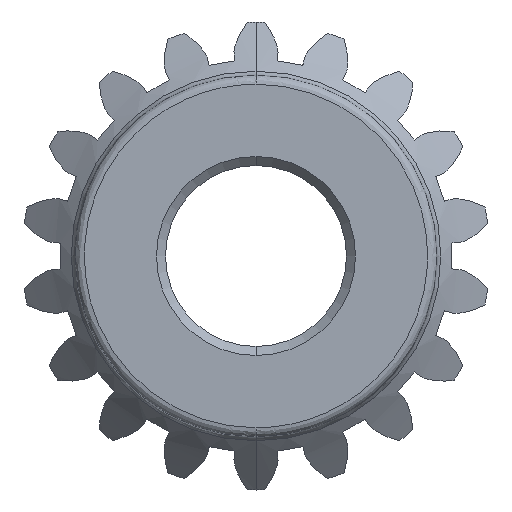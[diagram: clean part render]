
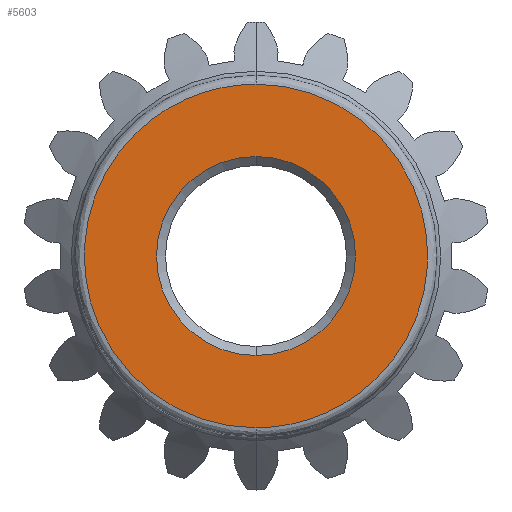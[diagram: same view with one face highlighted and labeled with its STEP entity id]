
A CAD part, front view. The second image highlights one B-rep face of the part: STEP entity #5603.
In plain terms, the highlighted planar face has unit normal (0, -1, 0).
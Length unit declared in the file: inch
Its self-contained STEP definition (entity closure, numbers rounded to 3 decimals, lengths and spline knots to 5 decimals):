
#210 = CARTESIAN_POINT ( 'NONE',  ( 0., -0.20603, -0.344 ) ) ;
#211 = CARTESIAN_POINT ( 'NONE',  ( 0., -0.20603, 0.344 ) ) ;
#448 = VERTEX_POINT ( 'NONE', #211 ) ;
#449 = VERTEX_POINT ( 'NONE', #210 ) ;
#478 = CARTESIAN_POINT ( 'NONE',  ( 0., -0.20603, 0.59375 ) ) ;
#483 = CARTESIAN_POINT ( 'NONE',  ( 0., -0.20603, -0.59375 ) ) ;
#564 = DIRECTION ( 'NONE',  ( 0., 0., -1. ) ) ;
#565 = DIRECTION ( 'NONE',  ( 0., 1., 0. ) ) ;
#566 = CARTESIAN_POINT ( 'NONE',  ( 0., -0.20603, 0. ) ) ;
#601 = VERTEX_POINT ( 'NONE', #478 ) ;
#610 = VERTEX_POINT ( 'NONE', #483 ) ;
#945 = DIRECTION ( 'NONE',  ( 0., 0., -1. ) ) ;
#946 = DIRECTION ( 'NONE',  ( 0., -1., 0. ) ) ;
#948 = PLANE ( 'NONE',  #3105 ) ;
#949 = CARTESIAN_POINT ( 'NONE',  ( 0., -0.20603, -0.625 ) ) ;
#3105 = AXIS2_PLACEMENT_3D ( 'NONE', #949, #946, #945 ) ;
#3255 = EDGE_CURVE ( 'NONE', #448, #449, #7322, .T. ) ;
#3330 = AXIS2_PLACEMENT_3D ( 'NONE', #6724, #6847, #6741 ) ;
#3354 = EDGE_CURVE ( 'NONE', #449, #448, #7356, .T. ) ;
#3373 = EDGE_CURVE ( 'NONE', #610, #601, #7857, .T. ) ;
#3433 = AXIS2_PLACEMENT_3D ( 'NONE', #566, #565, #564 ) ;
#3519 = EDGE_CURVE ( 'NONE', #601, #610, #7856, .T. ) ;
#5603 = ADVANCED_FACE ( 'NONE', ( #7534, #7594 ), #948, .T. ) ;
#6624 = CARTESIAN_POINT ( 'NONE',  ( 0., -0.20603, 0.59375 ) ) ;
#6625 = CARTESIAN_POINT ( 'NONE',  ( -1.1875, -0.20603, 0.59375 ) ) ;
#6626 = CARTESIAN_POINT ( 'NONE',  ( -1.1875, -0.20603, -0.59375 ) ) ;
#6630 = CARTESIAN_POINT ( 'NONE',  ( 0., -0.20603, -0.59375 ) ) ;
#6724 = CARTESIAN_POINT ( 'NONE',  ( 0., -0.20603, 0. ) ) ;
#6741 = DIRECTION ( 'NONE',  ( 0., 0., -1. ) ) ;
#6847 = DIRECTION ( 'NONE',  ( 0., 1., 0. ) ) ;
#7217 = CARTESIAN_POINT ( 'NONE',  ( 0., -0.20603, -0.59375 ) ) ;
#7283 = CARTESIAN_POINT ( 'NONE',  ( 1.1875, -0.20603, 0.59375 ) ) ;
#7291 = CARTESIAN_POINT ( 'NONE',  ( 1.1875, -0.20603, -0.59375 ) ) ;
#7322 = CIRCLE ( 'NONE', #3433, 0.344 ) ;
#7356 = CIRCLE ( 'NONE', #3330, 0.344 ) ;
#7534 = FACE_BOUND ( 'NONE', #8492, .T. ) ;
#7594 = FACE_OUTER_BOUND ( 'NONE', #8695, .T. ) ;
#7832 = CARTESIAN_POINT ( 'NONE',  ( 0., -0.20603, 0.59375 ) ) ;
#7856 =( BOUNDED_CURVE ( )  B_SPLINE_CURVE ( 3, ( #7832, #7283, #7291, #7217 ),
 .UNSPECIFIED., .F., .T. ) 
 B_SPLINE_CURVE_WITH_KNOTS ( ( 4, 4 ),
 ( 0.5, 1. ),
 .UNSPECIFIED. ) 
 CURVE ( )  GEOMETRIC_REPRESENTATION_ITEM ( )  RATIONAL_B_SPLINE_CURVE ( ( 1., 0.333, 0.333, 1. ) ) 
 REPRESENTATION_ITEM ( '' )  );
#7857 =( BOUNDED_CURVE ( )  B_SPLINE_CURVE ( 3, ( #6630, #6626, #6625, #6624 ),
 .UNSPECIFIED., .F., .T. ) 
 B_SPLINE_CURVE_WITH_KNOTS ( ( 4, 4 ),
 ( 0., 0.5 ),
 .UNSPECIFIED. ) 
 CURVE ( )  GEOMETRIC_REPRESENTATION_ITEM ( )  RATIONAL_B_SPLINE_CURVE ( ( 1., 0.333, 0.333, 1. ) ) 
 REPRESENTATION_ITEM ( '' )  );
#8492 = EDGE_LOOP ( 'NONE', ( #8543, #8509 ) ) ;
#8509 = ORIENTED_EDGE ( 'NONE', *, *, #3255, .T. ) ;
#8511 = ORIENTED_EDGE ( 'NONE', *, *, #3519, .F. ) ;
#8540 = ORIENTED_EDGE ( 'NONE', *, *, #3373, .F. ) ;
#8543 = ORIENTED_EDGE ( 'NONE', *, *, #3354, .T. ) ;
#8695 = EDGE_LOOP ( 'NONE', ( #8540, #8511 ) ) ;
